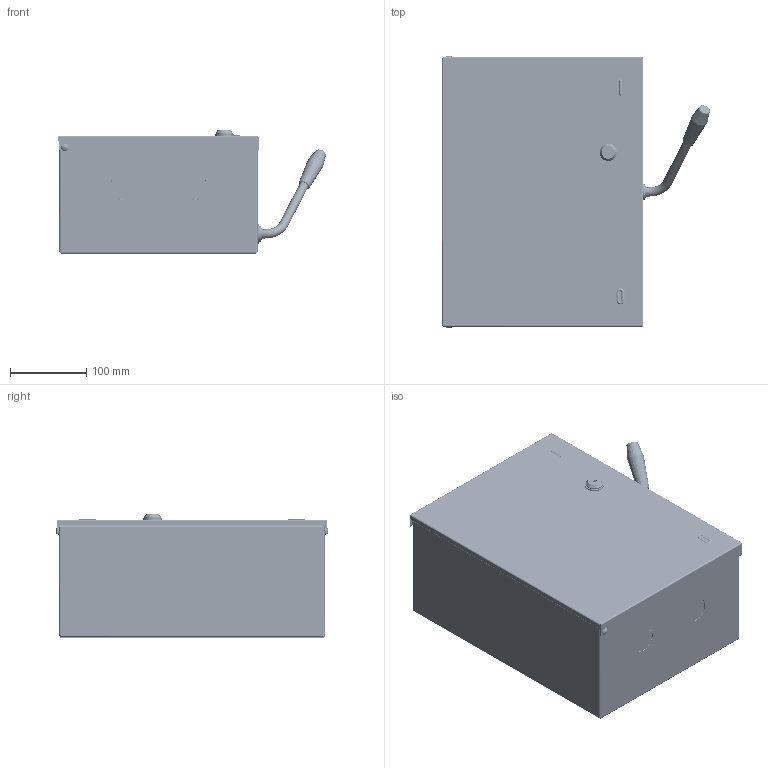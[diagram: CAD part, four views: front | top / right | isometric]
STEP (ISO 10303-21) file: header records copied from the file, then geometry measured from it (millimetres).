
FILE_DESCRIPTION (( 'STEP AP214' ), '1' );
FILE_NAME ('U7002113 ßÁÏÂÓ-100-IP54-Ó3-009 Óçîëà (700.000.038).STEP', '2025-06-23T07:44:19', ( '' ), ( '' ), 'SwSTEP 2.0', 'SolidWorks 2017', '' );
FILE_SCHEMA (( 'AUTOMOTIVE_DESIGN' ));
Length unit declared in the file: millimetre
Products named in the file (58): 025-38 Ïëàíêà (Ðóá-100)_00; 000.612.040 Êîíòàêò 100À_01; 028-29 Òÿãà-óïîð Z-îáð 2õ20õ82 Ðóá100_00; Óïëîòíèòåëü ÏÏÓ ßÁÏÂÓ-100-009_00; 038-24 昢膼瘔膻嬅00; 043-52 Êîíòàêò 100À ÈÇÌ_01 "100€"; 000.210.137  Îñíîâàíèå äâåðêè_00; 028-14 Ñêîáà ïðåäîõð (Ðóá)_00; 嵑殧趌6402_6; 025-37 Ïëàíêà ïðåäîõð. (Ðóá-100)_00; 鎔艜_17473_M4x10; ÇÀÌÎÊ ÏÎ×Ò_ Ì18ÕL20 (ßÇ_0_L40)_˜ ©¡  á­ àã¦¨ á ï§ëçª®¬; 蹴濋趌5915_M4; 嵑殧趌11371_5; 000.300.030 咍鐍_00; 028-32 ﾒ聰 聰 (ﾐ-100)_00; 046-08 ч蜱齁罻; 000.207.088 攜歑罻_00; 047-02 Âèëêà ÄÂ Ðóá100_00; 018-22  Ýêðàí çàùèòíûé_00; Øïèëüêà ðåçüáîâàÿ Ì6_Œ6å20; 005-180 Ñòåíêà ïðàâàÿ_00; 012-1025  眈翴錪 鳱歑膱_00; 025-29  Ïëàíêà êîíòàêòà (Ðóá100)_00; 000.900.047 岭铌 镳邃铛疣龛蝈朦-恹觌囹咫黖00; 029-243 ﾊ煇鳫 7,5-ﾐ-100_00; 026-26 赶鎀鍧_00; Çàêëåïêà_4,8å10 áâ-áâ; 蹴濋趌5927_M5; Çàêëåïêà_6å10 áâ-áâ; 鎔艜_17473_M5x16; 蹴濋趌5915_M5; Çàêëåïêà_4.8å10; 000.107.070  忺謤僔_00; 嵑殧趌11371_6; 022-09  Èçîëÿòîð êîíòàêòîâ (Ðóá100)_00; 042-07 Ýòèêåòêà Ðóá-100-Ó3_01; 041-04  ﾏﾐﾓﾆﾈﾍﾀ ﾐﾀﾑﾒ1.2ﾕ8ﾕ77_00; 028-06 Ðû÷àã (Ðóá-100)_00; 嵑殧趌11371_12 ...
Assembly tree (144 placements, depth 5):
  U7002113 ßÁÏÂÓ-100-IP54-Ó3-009 Óçîëà (700.000.038)
    000.107.070  忺謤僔_00
      008-221  Ñòåíêà ïðîôèëüíàÿ_00
      026-26 赶鎀鍧_00
      004-253  Ñòåíêà ëåâàÿ_00
      005-180 Ñòåíêà ïðàâàÿ_00
      Øïèëüêà ðåçüáîâàÿ Ì6_Œ6å10  x4
      Øïèëüêà ðåçüáîâàÿ Ì6_Œ6å20
    000.207.088 攜歑罻_00
      000.210.137  Îñíîâàíèå äâåðêè_00
        012-1025  眈翴錪 鳱歑膱_00
        047-02 Âèëêà ÄÂ Ðóá100_00
      Óïëîòíèòåëü ÏÏÓ ßÁÏÂÓ-100-009_00
      ÇÀÌÎÊ ÏÎ×Ò_ Ì18ÕL20 (ßÇ_0_L40)_˜ ©¡  á­ àã¦¨ á ï§ëçª®¬
    042-07 Ýòèêåòêà Ðóá-100-Ó3_01
    000.900.047 岭铌 镳邃铛疣龛蝈朦-恹觌囹咫黖00
      038-24 昢膼瘔膻嬅00
      000.301.007 哫欑粿00
        028-06 Ðû÷àã (Ðóá-100)_00
        028-31 ﾒ聰 聰 (ﾐ-100)_00
        028-32 ﾒ聰 聰 (ﾐ-100)_00
      000.300.037 鍛鍧 膰艜魛襜槂00  x2
        022-09  Èçîëÿòîð êîíòàêòîâ (Ðóá100)_00
        000.612.040 Êîíòàêò 100À_01
          043-52 Êîíòàêò 100À ÈÇÌ_01 "100€"
          041-33 Ïðóæèíà-êîëüöî
          蹴濋趌5927_M5
          嵑殧趌6402_5
          嵑殧趌11371_5  x2
          鎔艜_17473_M5x16
        025-29  Ïëàíêà êîíòàêòà (Ðóá100)_00
        嵑殧趌11371_6
        嵑殧趌6402_6
        鍔錓_7798_M6x12
      鎔艜_17473_M5x16  x4
      嵑殧趌11371_5  x6
      嵑殧趌6402_5  x4
      蹴濋趌5915_M5  x4
      000.300.030 咍鐍_00
        022-28 Ïàòðîíîäåðæàòåëü À144
        025-37 Ïëàíêà ïðåäîõð. (Ðóá-100)_00  x3
        025-38 Ïëàíêà (Ðóá-100)_00  x3
        028-14 Ñêîáà ïðåäîõð (Ðóá)_00  x3
        鎔艜_17473_M4x10  x12
        蹴濋趌5915_M4  x12
      嵑殧趌11371_12  x2
      Øïëèíò_397_2,0å16  x2
      028-29 Òÿãà-óïîð Z-îáð 2õ20õ82 Ðóá100_00
      嵑殧趌11371_6  x2
      045-03 Ôèêñàòîð (Ðóá100)_00
      Çàêëåïêà_4,8å10 áâ-áâ
      041-04  ﾏﾐﾓﾆﾈﾍﾀ ﾐﾀﾑﾒ1.2ﾕ8ﾕ77_00
      041-05  ﾏﾐﾓﾆﾈﾍﾀ ﾐﾀﾑﾒ 0.7ﾕ8ﾕ47_00
      029-243 ﾊ煇鳫 7,5-ﾐ-100_00  x2
      028-29-01 Òÿãà-óïîð Z- îáð 2õ20õ82 Ðóá100_00
      Çàêëåïêà_4.8å10  x4
      Çàêëåïêà_6å10 áâ-áâ  x2
    039-01  屠饰团淄仁_杏羅00
    018-22  Ýêðàí çàùèòíûé_00  x2
    橡邃铛疣龛蝈朦 贤2_1_弽2-100  x3
Bounding box: 351.52 x 358 x 162.3 mm (x, y, z)
Volume: 1130553.6 mm3; surface area: 1381671.6 mm2
Topology: 192 solids, 192 shells, 7760 faces, 19997 edges, 12961 vertices
Faces by surface type: plane 3504, cylinder 2197, torus 1005, bspline 932, sphere 84, cone 38
Entity records: 224196 total; most frequent: CARTESIAN_POINT 85421, ORIENTED_EDGE 29188, DIRECTION 27542, EDGE_CURVE 14594, AXIS2_PLACEMENT_3D 10187, VERTEX_POINT 9536, LINE 7168, VECTOR 7168
